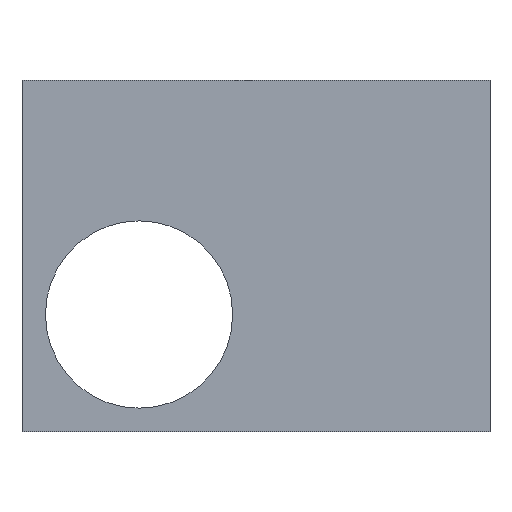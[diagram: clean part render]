
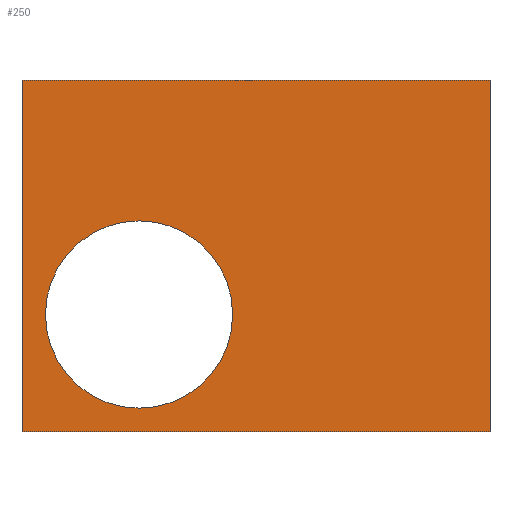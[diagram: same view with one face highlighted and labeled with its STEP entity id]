
A CAD part, front view. The second image highlights one B-rep face of the part: STEP entity #250.
In plain terms, the highlighted planar face has unit normal (0, -1, 0).
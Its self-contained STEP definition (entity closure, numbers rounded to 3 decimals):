
#200=CARTESIAN_POINT('',(-0.01,-15.,22.0));
#201=DIRECTION('',(0.,-1.0,0.0));
#202=DIRECTION('',(1.0,0.,0.0));
#203=AXIS2_PLACEMENT_3D('',#200,#201,#202);
#204=PLANE('',#203);
#205=CARTESIAN_POINT('',(-0.01,-15.,7.0));
#206=VERTEX_POINT('',#205);
#207=CARTESIAN_POINT('',(-20.0,-15.0,7.0));
#208=VERTEX_POINT('',#207);
#209=CARTESIAN_POINT('',(-0.01,-15.,7.0));
#210=DIRECTION('',(-1.0,0.0,0.0));
#211=VECTOR('',#210,1.);
#212=LINE('',#209,#211);
#213=EDGE_CURVE('',#206,#208,#212,.T.);
#214=ORIENTED_EDGE('',*,*,#213,.F.);
#215=CARTESIAN_POINT('',(-0.01,-15.,22.0));
#216=VERTEX_POINT('',#215);
#217=CARTESIAN_POINT('',(-0.01,-15.,22.0));
#218=DIRECTION('',(0.0,0.0,-1.0));
#219=VECTOR('',#218,1.0);
#220=LINE('',#217,#219);
#221=EDGE_CURVE('',#216,#206,#220,.T.);
#222=ORIENTED_EDGE('',*,*,#221,.F.);
#223=CARTESIAN_POINT('',(-20.0,-15.0,22.0));
#224=VERTEX_POINT('',#223);
#225=CARTESIAN_POINT('',(-0.01,-15.,22.0));
#226=DIRECTION('',(-1.0,0.0,0.0));
#227=VECTOR('',#226,1.);
#228=LINE('',#225,#227);
#229=EDGE_CURVE('',#216,#224,#228,.T.);
#230=ORIENTED_EDGE('',*,*,#229,.T.);
#231=CARTESIAN_POINT('',(-20.0,-15.0,22.0));
#232=DIRECTION('',(0.0,0.0,-1.0));
#233=VECTOR('',#232,1.0);
#234=LINE('',#231,#233);
#235=EDGE_CURVE('',#224,#208,#234,.T.);
#236=ORIENTED_EDGE('',*,*,#235,.T.);
#237=EDGE_LOOP('',(#214,#222,#230,#236));
#238=FACE_OUTER_BOUND('',#237,.T.);
#239=CARTESIAN_POINT('',(-11.0,-15.0,12.0));
#240=VERTEX_POINT('',#239);
#241=CARTESIAN_POINT('',(-15.,-15.,12.0));
#242=DIRECTION('',(0.,-1.0,0.0));
#243=DIRECTION('',(1.0,0.,0.0));
#244=AXIS2_PLACEMENT_3D('',#241,#242,#243);
#245=CIRCLE('',#244,4.0);
#246=EDGE_CURVE('',#240,#240,#245,.F.);
#247=ORIENTED_EDGE('',*,*,#246,.T.);
#248=EDGE_LOOP('',(#247));
#249=FACE_BOUND('',#248,.T.);
#250=ADVANCED_FACE('',(#238,#249),#204,.T.);
